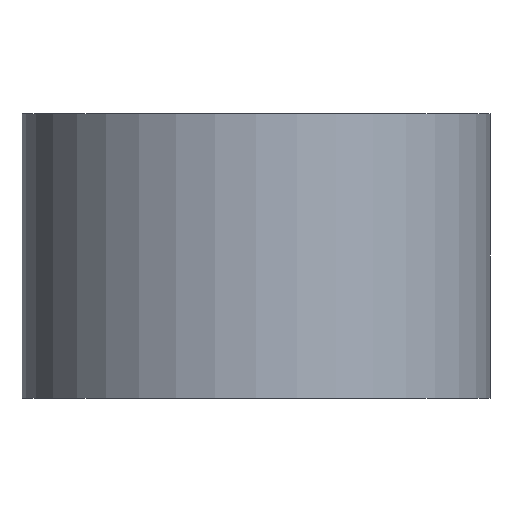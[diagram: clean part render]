
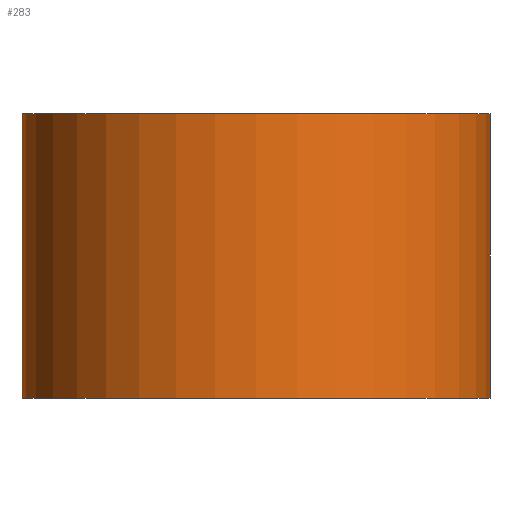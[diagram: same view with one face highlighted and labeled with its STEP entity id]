
A CAD part, front view. The second image highlights one B-rep face of the part: STEP entity #283.
In plain terms, the highlighted cylindrical face has radius 7.62 mm (diameter 15.24 mm), a partial arc.
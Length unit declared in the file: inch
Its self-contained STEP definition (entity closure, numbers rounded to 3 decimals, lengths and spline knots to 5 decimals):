
#19 = FACE_OUTER_BOUND ( 'NONE', #270, .T. ) ;
#23 = VERTEX_POINT ( 'NONE', #276 ) ;
#24 = CARTESIAN_POINT ( 'NONE',  ( 0., 0., 0.36516 ) ) ;
#27 = AXIS2_PLACEMENT_3D ( 'NONE', #168, #62, #113 ) ;
#37 = VECTOR ( 'NONE', #239, 39.37008 ) ;
#42 = ORIENTED_EDGE ( 'NONE', *, *, #294, .F. ) ;
#53 = VERTEX_POINT ( 'NONE', #133 ) ;
#54 = CIRCLE ( 'NONE', #341, 0.3 ) ;
#62 = DIRECTION ( 'NONE',  ( 0., 0., 1. ) ) ;
#73 = ORIENTED_EDGE ( 'NONE', *, *, #142, .F. ) ;
#76 = ORIENTED_EDGE ( 'NONE', *, *, #201, .T. ) ;
#92 = DIRECTION ( 'NONE',  ( 0., 0., -1. ) ) ;
#93 = CYLINDRICAL_SURFACE ( 'NONE', #296, 0.3 ) ;
#96 = DIRECTION ( 'NONE',  ( 0., 0., -1. ) ) ;
#99 = LINE ( 'NONE', #262, #174 ) ;
#113 = DIRECTION ( 'NONE',  ( 1., 0., 0. ) ) ;
#120 = CARTESIAN_POINT ( 'NONE',  ( -0.3, 0., 0.36516 ) ) ;
#133 = CARTESIAN_POINT ( 'NONE',  ( -0.3, 0., 0. ) ) ;
#142 = EDGE_CURVE ( 'NONE', #23, #212, #54, .T. ) ;
#145 = DIRECTION ( 'NONE',  ( 0., 0., 1. ) ) ;
#166 = CARTESIAN_POINT ( 'NONE',  ( 0.3, 0., 0.36516 ) ) ;
#168 = CARTESIAN_POINT ( 'NONE',  ( 0., 0., 0. ) ) ;
#169 = CARTESIAN_POINT ( 'NONE',  ( 0., 0., 0.36516 ) ) ;
#174 = VECTOR ( 'NONE', #92, 39.37008 ) ;
#178 = LINE ( 'NONE', #120, #37 ) ;
#182 = VERTEX_POINT ( 'NONE', #340 ) ;
#187 = CIRCLE ( 'NONE', #27, 0.3 ) ;
#201 = EDGE_CURVE ( 'NONE', #53, #182, #187, .T. ) ;
#212 = VERTEX_POINT ( 'NONE', #166 ) ;
#239 = DIRECTION ( 'NONE',  ( 0., 0., -1. ) ) ;
#262 = CARTESIAN_POINT ( 'NONE',  ( 0.3, 0., 0.36516 ) ) ;
#270 = EDGE_LOOP ( 'NONE', ( #42, #73, #327, #76 ) ) ;
#276 = CARTESIAN_POINT ( 'NONE',  ( -0.3, 0., 0.36516 ) ) ;
#283 = ADVANCED_FACE ( 'NONE', ( #19 ), #93, .T. ) ;
#288 = DIRECTION ( 'NONE',  ( -1., 0., 0. ) ) ;
#294 = EDGE_CURVE ( 'NONE', #212, #182, #99, .T. ) ;
#296 = AXIS2_PLACEMENT_3D ( 'NONE', #24, #96, #288 ) ;
#312 = EDGE_CURVE ( 'NONE', #23, #53, #178, .T. ) ;
#327 = ORIENTED_EDGE ( 'NONE', *, *, #312, .T. ) ;
#339 = DIRECTION ( 'NONE',  ( 1., 0., 0. ) ) ;
#340 = CARTESIAN_POINT ( 'NONE',  ( 0.3, 0., 0. ) ) ;
#341 = AXIS2_PLACEMENT_3D ( 'NONE', #169, #145, #339 ) ;
